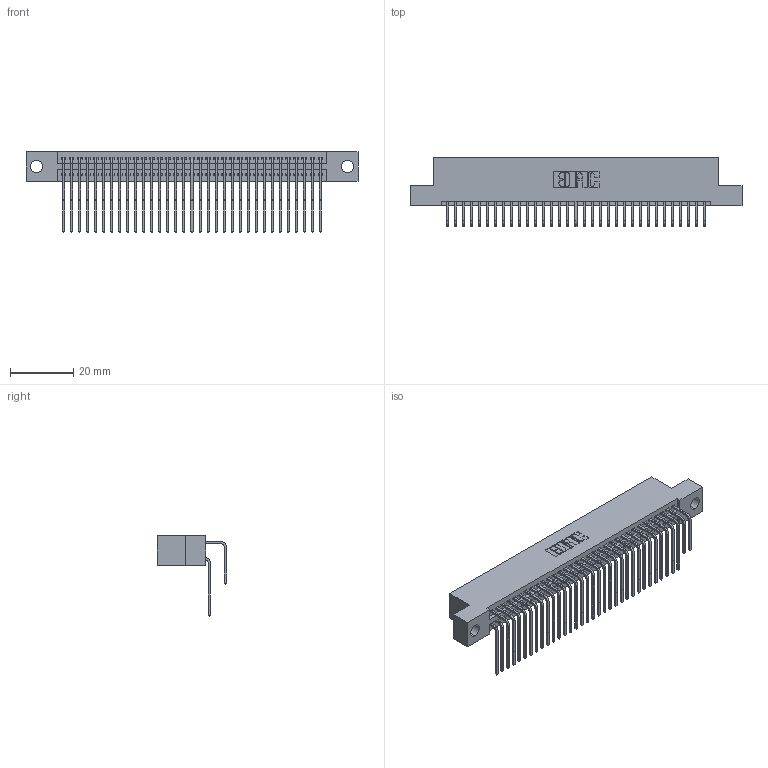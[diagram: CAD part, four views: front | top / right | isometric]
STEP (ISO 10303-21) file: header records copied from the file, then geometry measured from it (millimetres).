
FILE_DESCRIPTION (( 'STEP AP203' ), '1' );
FILE_NAME ('395-066-558-204.STEP', '2018-11-25T06:03:09', ( '' ), ( '' ), 'SwSTEP 2.0', 'SolidWorks 2016', '' );
FILE_SCHEMA (( 'CONFIG_CONTROL_DESIGN' ));
Length unit declared in the file: inch
Products named in the file (4): 345-292-001_558 Tail - 2; 395-066-558-204; 345-292-001_558 559 Tail - 1; 345 Part_Flush Mounting Lugs - 0.156 Dia-TH
Assembly tree (67 placements, depth 2):
  395-066-558-204
    345 Part_Flush Mounting Lugs - 0.156 Dia-TH
    345-292-001_558 559 Tail - 1  x33
    345-292-001_558 Tail - 2  x33
Bounding box: 105.03 x 21.83 x 25.53 mm (x, y, z)
Volume: 10412 mm3; surface area: 16821.8 mm2
Topology: 67 solids, 67 shells, 3558 faces, 10571 edges, 6958 vertices
Faces by surface type: plane 2390, cylinder 1168
Entity records: 28759 total; most frequent: CARTESIAN_POINT 4875, ORIENTED_EDGE 4758, DIRECTION 4283, EDGE_CURVE 2379, LINE 2075, VECTOR 2075, VERTEX_POINT 1582, AXIS2_PLACEMENT_3D 1104
